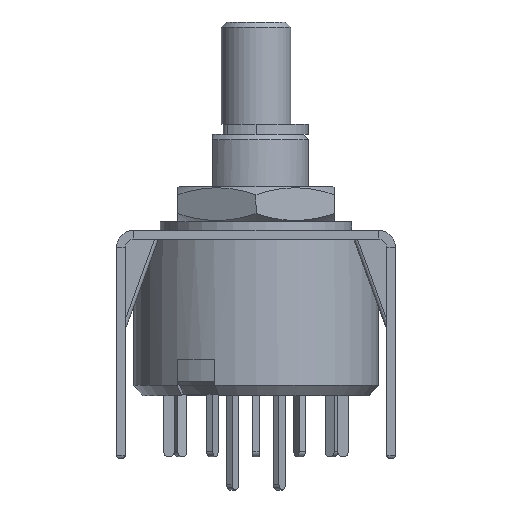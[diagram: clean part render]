
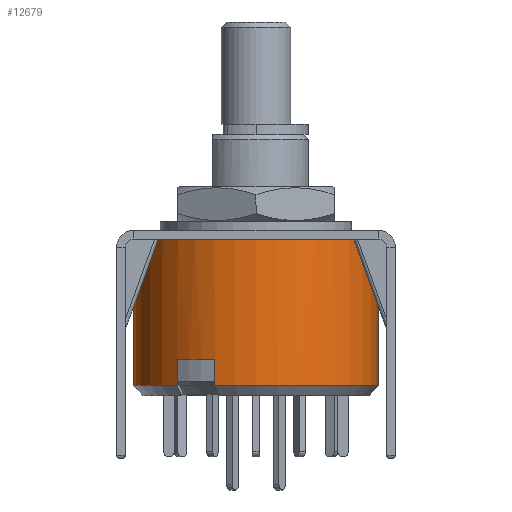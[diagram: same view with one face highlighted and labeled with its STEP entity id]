
A CAD part, front view. The second image highlights one B-rep face of the part: STEP entity #12679.
In plain terms, the highlighted cylindrical face has radius 7 mm (diameter 14 mm), a partial arc.
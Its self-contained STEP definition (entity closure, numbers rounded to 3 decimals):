
#849 = VERTEX_POINT ( 'NONE', #12580 ) ;
#1436 = CARTESIAN_POINT ( 'NONE',  ( 0., 0., -7.4 ) ) ;
#1448 = EDGE_CURVE ( 'NONE', #5678, #5927, #13269, .T. ) ;
#1552 = CARTESIAN_POINT ( 'NONE',  ( 0., 0., 0.95 ) ) ;
#1683 = CIRCLE ( 'NONE', #12460, 7. ) ;
#2331 = ORIENTED_EDGE ( 'NONE', *, *, #14537, .T. ) ;
#2848 = DIRECTION ( 'NONE',  ( 0., 0., -1. ) ) ;
#2858 = LINE ( 'NONE', #12333, #10853 ) ;
#2901 = CARTESIAN_POINT ( 'NONE',  ( -7., 0., 9. ) ) ;
#2943 = DIRECTION ( 'NONE',  ( 0., 0., -1. ) ) ;
#2947 = CARTESIAN_POINT ( 'NONE',  ( -2.361, -6.59, -7.4 ) ) ;
#3666 = CARTESIAN_POINT ( 'NONE',  ( 7., 0., 0.95 ) ) ;
#4145 = CARTESIAN_POINT ( 'NONE',  ( -7., 0., 0.95 ) ) ;
#4448 = DIRECTION ( 'NONE',  ( 0., 0., -1. ) ) ;
#4625 = LINE ( 'NONE', #2901, #7850 ) ;
#4697 = LINE ( 'NONE', #8625, #5581 ) ;
#5039 = VECTOR ( 'NONE', #15828, 1000. ) ;
#5484 = EDGE_CURVE ( 'NONE', #5678, #15876, #12412, .T. ) ;
#5581 = VECTOR ( 'NONE', #11561, 1000. ) ;
#5678 = VERTEX_POINT ( 'NONE', #3666 ) ;
#5927 = VERTEX_POINT ( 'NONE', #4145 ) ;
#6083 = CARTESIAN_POINT ( 'NONE',  ( 7., 0., 9. ) ) ;
#6188 = AXIS2_PLACEMENT_3D ( 'NONE', #1436, #8467, #7027 ) ;
#6351 = ORIENTED_EDGE ( 'NONE', *, *, #1448, .T. ) ;
#6382 = FACE_OUTER_BOUND ( 'NONE', #6417, .T. ) ;
#6397 = CIRCLE ( 'NONE', #11249, 7. ) ;
#6417 = EDGE_LOOP ( 'NONE', ( #15089, #6351, #17398, #8389, #2331, #17774, #16317, #8989 ) ) ;
#6715 = DIRECTION ( 'NONE',  ( 0., 0., -1. ) ) ;
#6886 = CARTESIAN_POINT ( 'NONE',  ( 0., 0., -5.9 ) ) ;
#7027 = DIRECTION ( 'NONE',  ( 1., 0., 0. ) ) ;
#7401 = CARTESIAN_POINT ( 'NONE',  ( -2.361, -6.59, -5.9 ) ) ;
#7647 = EDGE_CURVE ( 'NONE', #13801, #17288, #2858, .T. ) ;
#7850 = VECTOR ( 'NONE', #2848, 1000. ) ;
#8380 = CARTESIAN_POINT ( 'NONE',  ( -4.526, -5.34, -7.4 ) ) ;
#8389 = ORIENTED_EDGE ( 'NONE', *, *, #14905, .F. ) ;
#8439 = AXIS2_PLACEMENT_3D ( 'NONE', #1552, #4448, #16800 ) ;
#8467 = DIRECTION ( 'NONE',  ( 0., 0., -1. ) ) ;
#8625 = CARTESIAN_POINT ( 'NONE',  ( -4.526, -5.34, 9. ) ) ;
#8989 = ORIENTED_EDGE ( 'NONE', *, *, #14936, .F. ) ;
#9267 = CARTESIAN_POINT ( 'NONE',  ( -7., 0., -7.4 ) ) ;
#9295 = DIRECTION ( 'NONE',  ( -1., 0., 0. ) ) ;
#10853 = VECTOR ( 'NONE', #13800, 1000. ) ;
#11217 = CARTESIAN_POINT ( 'NONE',  ( 0., 0., -7.4 ) ) ;
#11249 = AXIS2_PLACEMENT_3D ( 'NONE', #6886, #15256, #16775 ) ;
#11561 = DIRECTION ( 'NONE',  ( 0., 0., 1. ) ) ;
#11862 = EDGE_CURVE ( 'NONE', #849, #13801, #6397, .T. ) ;
#11984 = VERTEX_POINT ( 'NONE', #8380 ) ;
#12333 = CARTESIAN_POINT ( 'NONE',  ( -2.361, -6.59, 9. ) ) ;
#12412 = LINE ( 'NONE', #6083, #5039 ) ;
#12460 = AXIS2_PLACEMENT_3D ( 'NONE', #11217, #2943, #12627 ) ;
#12580 = CARTESIAN_POINT ( 'NONE',  ( -4.526, -5.34, -5.9 ) ) ;
#12627 = DIRECTION ( 'NONE',  ( 1., 0., 0. ) ) ;
#12679 = ADVANCED_FACE ( 'NONE', ( #6382 ), #13967, .T. ) ;
#13269 = CIRCLE ( 'NONE', #8439, 7. ) ;
#13523 = CARTESIAN_POINT ( 'NONE',  ( 0., 0., 9. ) ) ;
#13546 = EDGE_CURVE ( 'NONE', #5927, #17252, #4625, .T. ) ;
#13800 = DIRECTION ( 'NONE',  ( 0., 0., -1. ) ) ;
#13801 = VERTEX_POINT ( 'NONE', #7401 ) ;
#13967 = CYLINDRICAL_SURFACE ( 'NONE', #17077, 7. ) ;
#14537 = EDGE_CURVE ( 'NONE', #11984, #849, #4697, .T. ) ;
#14905 = EDGE_CURVE ( 'NONE', #11984, #17252, #17498, .T. ) ;
#14936 = EDGE_CURVE ( 'NONE', #15876, #17288, #1683, .T. ) ;
#15089 = ORIENTED_EDGE ( 'NONE', *, *, #5484, .F. ) ;
#15256 = DIRECTION ( 'NONE',  ( 0., 0., 1. ) ) ;
#15828 = DIRECTION ( 'NONE',  ( 0., 0., -1. ) ) ;
#15876 = VERTEX_POINT ( 'NONE', #17875 ) ;
#16317 = ORIENTED_EDGE ( 'NONE', *, *, #7647, .T. ) ;
#16775 = DIRECTION ( 'NONE',  ( -1., 0., 0. ) ) ;
#16800 = DIRECTION ( 'NONE',  ( -1., 0., 0. ) ) ;
#17077 = AXIS2_PLACEMENT_3D ( 'NONE', #13523, #6715, #9295 ) ;
#17252 = VERTEX_POINT ( 'NONE', #9267 ) ;
#17288 = VERTEX_POINT ( 'NONE', #2947 ) ;
#17398 = ORIENTED_EDGE ( 'NONE', *, *, #13546, .T. ) ;
#17498 = CIRCLE ( 'NONE', #6188, 7. ) ;
#17774 = ORIENTED_EDGE ( 'NONE', *, *, #11862, .T. ) ;
#17875 = CARTESIAN_POINT ( 'NONE',  ( 7., 0., -7.4 ) ) ;
